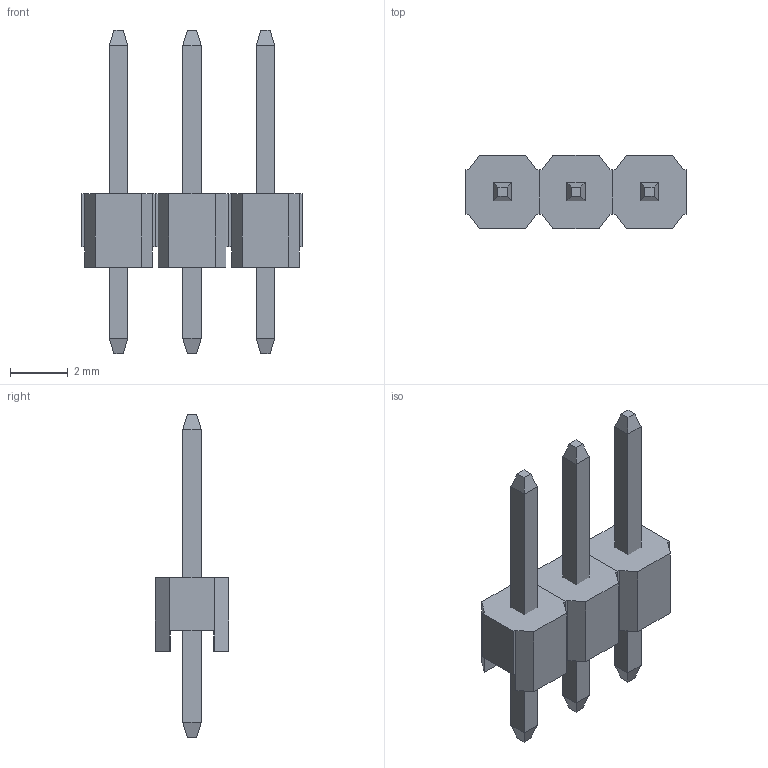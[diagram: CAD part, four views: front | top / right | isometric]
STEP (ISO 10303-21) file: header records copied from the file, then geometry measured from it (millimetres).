
FILE_DESCRIPTION(('FreeCAD Model'),'2;1');
FILE_NAME('Pin_Header_Straight_1x03_Pitch2.54mm.step','2017-07-31T11:07:46',('Author'),(''), 'Open CASCADE STEP processor 6.8','FreeCAD','Unknown');
FILE_SCHEMA(('AUTOMOTIVE_DESIGN_CC2 { 1 2 10303 214 -1 1 5 4 }'));
Length unit declared in the file: millimetre
Products named in the file (3): ASSEMBLY; pin-support-array; pin-array
Assembly tree (2 placements, depth 2):
  ASSEMBLY
    pin-support-array
    pin-array
Bounding box: 7.62 x 2.54 x 11.2 mm (x, y, z)
Volume: 50 mm3; surface area: 192.6 mm2
Topology: 6 solids, 6 shells, 108 faces, 252 edges, 156 vertices
Faces by surface type: plane 84, bspline 24
Entity records: 3038 total; most frequent: CARTESIAN_POINT 615, ORIENTED_EDGE 504, DIRECTION 402, EDGE_CURVE 252, LINE 228, VECTOR 228, VERTEX_POINT 156, ADVANCED_FACE 108
